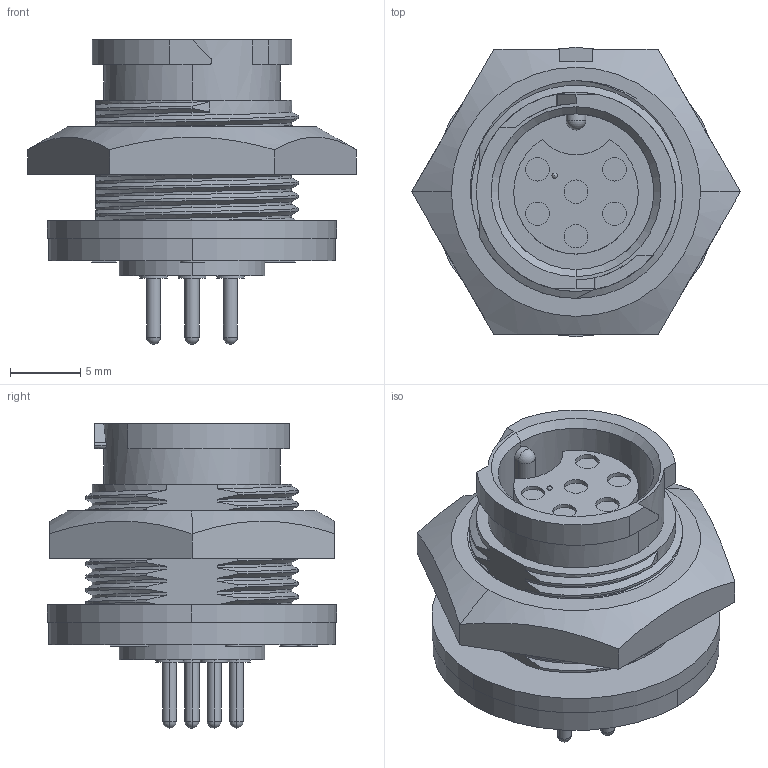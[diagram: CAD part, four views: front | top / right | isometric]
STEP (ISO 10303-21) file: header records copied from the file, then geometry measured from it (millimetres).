
FILE_DESCRIPTION (( 'STEP AP203' ), '1' );
FILE_NAME ('W7281-6SG-P-3ES.STEP', '2021-11-01T13:41:53', ( '' ), ( '' ), 'SwSTEP 2.0', 'SolidWorks 2020', '' );
FILE_SCHEMA (( 'CONFIG_CONTROL_DESIGN' ));
Length unit declared in the file: millimetre
Products named in the file (1): W7281-6SG-P-3ES
Bounding box: 23.46 x 20.62 x 21.72 mm (x, y, z)
Volume: 3178.7 mm3; surface area: 3089.7 mm2
Topology: 2 solids, 2 shells, 288 faces, 744 edges, 490 vertices
Faces by surface type: cylinder 105, plane 102, bspline 63, torus 12, cone 4, sphere 2
Entity records: 16477 total; most frequent: CARTESIAN_POINT 10001, ORIENTED_EDGE 1480, DIRECTION 1111, EDGE_CURVE 740, VERTEX_POINT 488, AXIS2_PLACEMENT_3D 381, LINE 349, VECTOR 349
